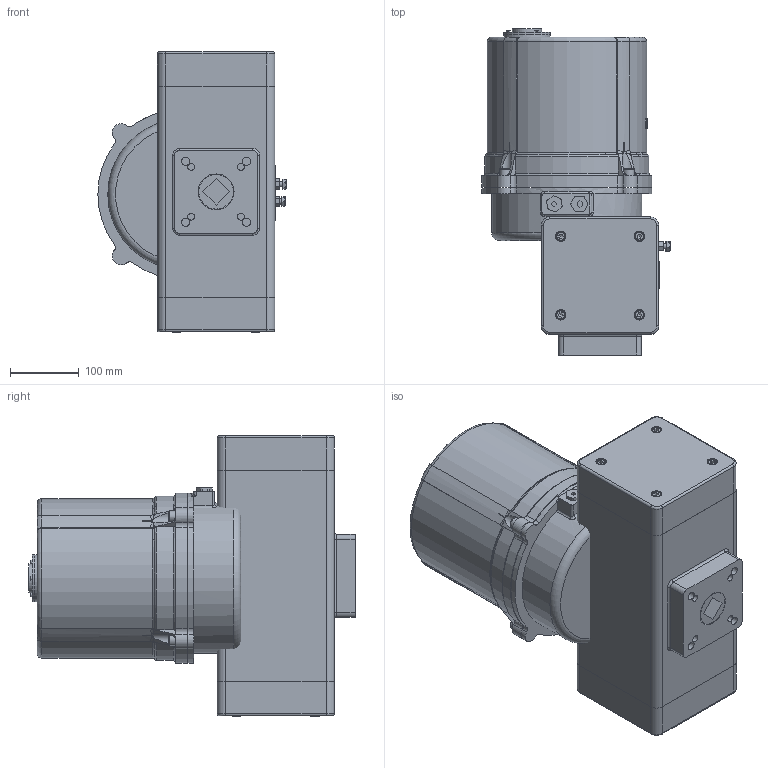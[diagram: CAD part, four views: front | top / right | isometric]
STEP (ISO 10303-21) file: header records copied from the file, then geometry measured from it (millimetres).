
FILE_DESCRIPTION(/* description */ (''),/* implementation_level */ '2;1');
FILE_NAME(/* name */ '030_3D_STEP.stp',/* time_stamp */ '2025-04-22T00:57:55+03:00',/* author */ ('igorr'),/* organization */ (''),/* preprocessor_version */ 'ST-DEVELOPER v20',/* originating_system */ 'Autodesk Inventor 2025',/* authorisation */ '');
FILE_SCHEMA (('AUTOMOTIVE_DESIGN { 1 0 10303 214 3 1 1 }'));
Length unit declared in the file: millimetre
Products named in the file (8): Сборка1; Деталь1; Деталь2; AS 1420 - 1973 - M8 x 16; AS 1420 - 1973 - M10 x 16; AS 1420 - 1973 - M3 x 6; ANSI B18.2.4.2M - M8x1,25; AS 1110 - M8 x 12
Assembly tree (21 placements, depth 2):
  Сборка1
    Деталь1
    Деталь2
    AS 1420 - 1973 - M8 x 16  x8
    AS 1420 - 1973 - M10 x 16  x4
    AS 1420 - 1973 - M3 x 6  x3
    ANSI B18.2.4.2M - M8x1,25  x2
    AS 1110 - M8 x 12  x2
Bounding box: 272.85 x 473.02 x 406.45 mm (x, y, z)
Volume: 24242695.3 mm3; surface area: 906982.4 mm2
Topology: 23 solids, 23 shells, 716 faces, 1737 edges, 1128 vertices
Faces by surface type: plane 348, cylinder 180, cone 72, torus 65, bspline 51
Full cylindrical faces by diameter (mm): 3 x3, 5.5 x3, 6.647 x2, 6.8 x6, 8 x12, 10 x8, 12 x4, 13 x10, 15 x8, 16 x4, 30.6 x2, 42.5 x1, 50 x1, 52 x1, 55.351 x1, 68 x2, 95.042 x1, 217.6 x1
Entity records: 17048 total; most frequent: CARTESIAN_POINT 4955, ORIENTED_EDGE 2402, DIRECTION 2354, EDGE_CURVE 1201, AXIS2_PLACEMENT_3D 916, VERTEX_POINT 781, EDGE_LOOP 550, LINE 522
